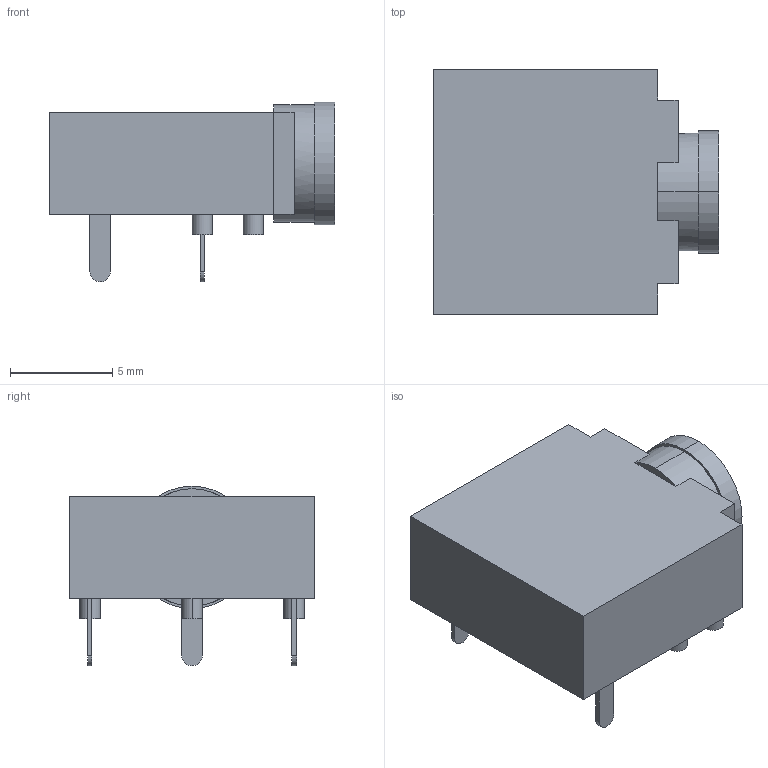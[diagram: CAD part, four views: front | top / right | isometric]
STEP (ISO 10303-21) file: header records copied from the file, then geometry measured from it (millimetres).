
FILE_DESCRIPTION(('STEP AP242'),'1');
FILE_NAME('sj1-3523n.stp','2018-11-26T12:54:18',('TraceParts'),('TraceParts S.A.'),'Spatial InterOp 3D',' ',' ');
FILE_SCHEMA(('AP242_MANAGED_MODEL_BASED_3D_ENGINEERING_MIM_LF {1 0 10303 442 1 1 4}'));
Length unit declared in the file: millimetre
Products named in the file (1): sj1-3523n_1
Bounding box: 14 x 12 x 8.8 mm (x, y, z)
Volume: 746.3 mm3; surface area: 692.4 mm2
Topology: 3 solids, 3 shells, 65 faces, 150 edges, 100 vertices
Faces by surface type: plane 44, cylinder 21
Entity records: 2419 total; most frequent: DIRECTION 332, CARTESIAN_POINT 318, ORIENTED_EDGE 300, EDGE_CURVE 150, AXIS2_PLACEMENT_3D 114, LINE 104, VECTOR 104, VERTEX_POINT 100
